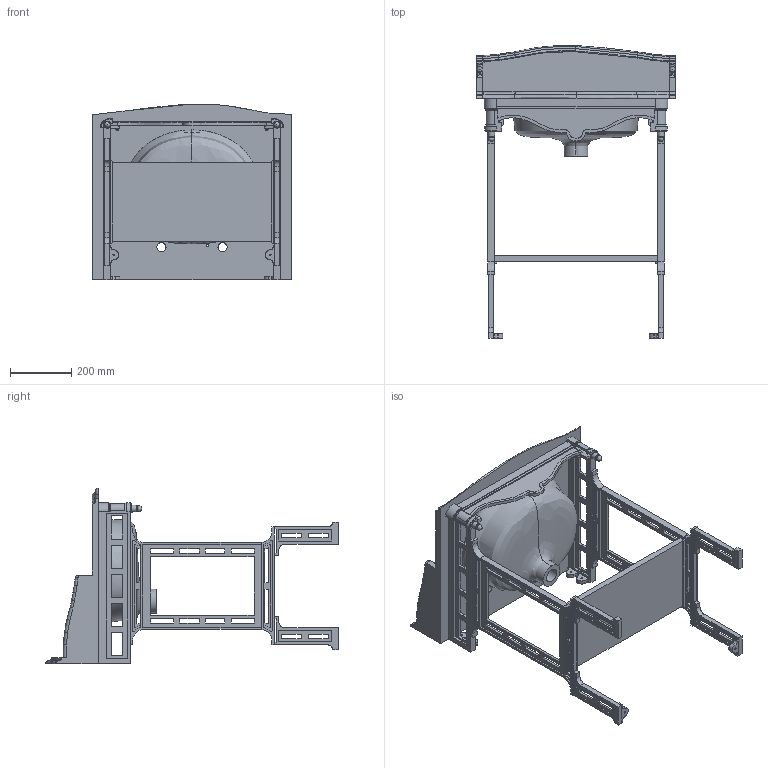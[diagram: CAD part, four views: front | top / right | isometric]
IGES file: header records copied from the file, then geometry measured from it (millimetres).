
Global section: file name: 2930; native system: AutoCAD 2016 - English; preprocessor: Autodesk Translation Framework DWG producer (atf_dwg_producer); organization: unknown; date: 20161027.161238; units: millimetre
Bounding box: 650 x 957 x 575 mm (x, y, z)
Volume: 19856844.7 mm3; surface area: 2693699.1 mm2
Topology: 28 solids, 28 shells, 1038 faces, 2853 edges, 1890 vertices
Faces by surface type: bspline 1038
